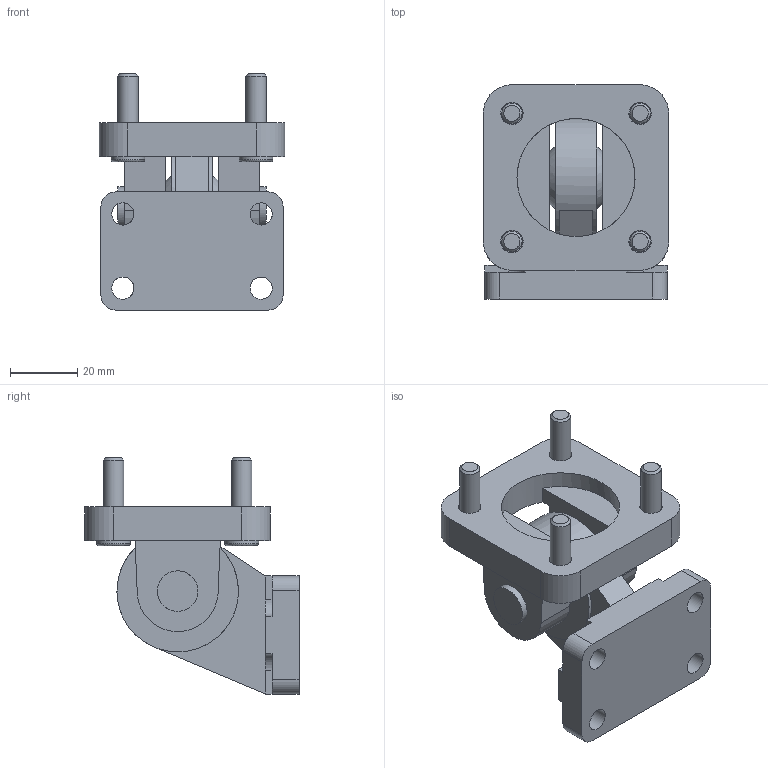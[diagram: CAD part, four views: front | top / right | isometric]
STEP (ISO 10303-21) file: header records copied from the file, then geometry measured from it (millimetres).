
FILE_DESCRIPTION (( 'STEP AP214' ), '1' );
FILE_NAME ('RK-SCR2-P03.STEP', '2025-05-12T17:07:16', ( '' ), ( '' ), 'SwSTEP 2.0', 'SolidWorks 2023', '' );
FILE_SCHEMA (( 'AUTOMOTIVE_DESIGN' ));
Length unit declared in the file: millimetre
Products named in the file (2): 1320.40.27F; RK-SCR2-P03
Assembly tree (1 placements, depth 2):
  RK-SCR2-P03
    1320.40.27F
Bounding box: 55 x 63.5 x 70 mm (x, y, z)
Volume: 72708.3 mm3; surface area: 25670.4 mm2
Topology: 2 solids, 2 shells, 139 faces, 324 edges, 215 vertices
Faces by surface type: plane 89, cylinder 40, cone 4, torus 4, sphere 2
Full cylindrical faces by diameter (mm): 6 x4, 6.6 x8, 10 x4, 11 x4, 12 x4, 35 x1, 36 x1
Entity records: 7395 total; most frequent: CARTESIAN_POINT 2870, ORIENTED_EDGE 562, DIRECTION 538, EDGE_CURVE 281, EDGE_LOOP 214, VERTEX_POINT 207, VECTOR 184, LINE 184
